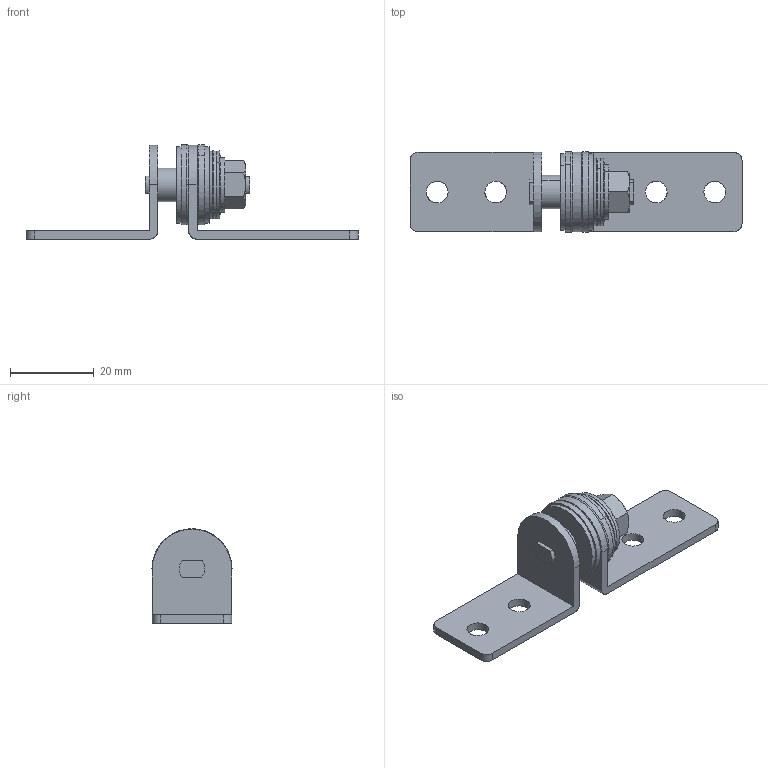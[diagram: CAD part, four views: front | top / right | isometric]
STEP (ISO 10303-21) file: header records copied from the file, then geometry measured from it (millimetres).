
FILE_DESCRIPTION((''),'2;1');
FILE_NAME('','2009-03-18T09:58:05',(''),(''),'','CADfix','');
FILE_SCHEMA(('AUTOMOTIVE_DESIGN { 1 0 10303 214 1 1 1 1 }'));
Length unit declared in the file: millimetre
Bounding box: 79.4 x 19.15 x 22.57 mm (x, y, z)
Volume: 6773.6 mm3; surface area: 9542.3 mm2
Topology: 12 solids, 12 shells, 149 faces, 544 edges, 422 vertices
Faces by surface type: bspline 149
Entity records: 8338 total; most frequent: CARTESIAN_POINT 4965, ORIENTED_EDGE 1088, EDGE_CURVE 544, VERTEX_POINT 422, B_SPLINE_CURVE_WITH_KNOTS 366, EDGE_LOOP 190, QUASI_UNIFORM_CURVE 178, FACE_OUTER_BOUND 149
